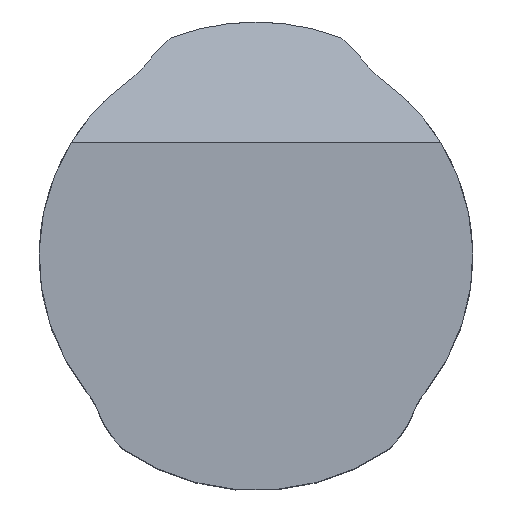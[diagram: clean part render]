
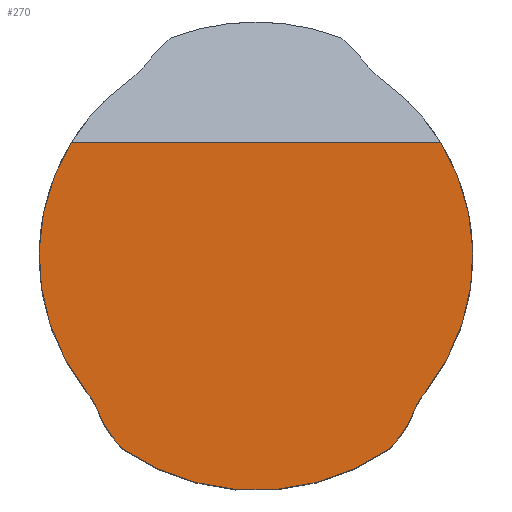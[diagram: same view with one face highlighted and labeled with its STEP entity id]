
A CAD part, top view. The second image highlights one B-rep face of the part: STEP entity #270.
In plain terms, the highlighted planar face has unit normal (0, 0, 1).
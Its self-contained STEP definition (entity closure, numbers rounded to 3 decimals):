
#100=EDGE_CURVE('Unnamed[1]',#293,#294,#295,.T.);
#119=EDGE_CURVE('Unnamed[1]',#325,#326,#327,.T.);
#149=EDGE_CURVE('Unnamed[1]',#326,#370,#371,.T.);
#156=EDGE_CURVE('Unnamed[1]',#380,#293,#381,.T.);
#170=EDGE_CURVE('Unnamed[1]',#400,#401,#402,.T.);
#228=EDGE_CURVE('Unnamed[1]',#325,#401,#480,.T.);
#230=EDGE_CURVE('Unnamed[1]',#370,#380,#482,.T.);
#251=EDGE_CURVE('Unnamed[1]',#294,#400,#506,.T.);
#270=ADVANCED_FACE('Unnamed[1]',(#528),#529,.T.);
#293=VERTEX_POINT('',#544);
#294=VERTEX_POINT('',#545);
#295=CIRCLE('',#546,12.5);
#325=VERTEX_POINT('',#585);
#326=VERTEX_POINT('',#586);
#327=CIRCLE('',#587,6.0);
#370=VERTEX_POINT('',#641);
#371=CIRCLE('',#642,5.0);
#380=VERTEX_POINT('',#655);
#381=LINE('',#656,#657);
#400=VERTEX_POINT('',#683);
#401=VERTEX_POINT('',#684);
#402=CIRCLE('',#685,6.0);
#480=CIRCLE('',#796,13.5);
#482=CIRCLE('',#799,12.5);
#506=CIRCLE('',#834,5.0);
#528=FACE_OUTER_BOUND('',#867,.T.);
#529=PLANE('',#868);
#544=CARTESIAN_POINT('',(-10.643,6.555,17.));
#545=CARTESIAN_POINT('',(-9.801,-7.758,17.));
#546=AXIS2_PLACEMENT_3D('',#879,#880,#881);
#585=CARTESIAN_POINT('',(7.677,-11.105,17.));
#586=CARTESIAN_POINT('',(9.076,-9.014,17.));
#587=AXIS2_PLACEMENT_3D('',#925,#926,#927);
#641=CARTESIAN_POINT('',(9.801,-7.758,17.));
#642=AXIS2_PLACEMENT_3D('',#985,#986,#987);
#655=CARTESIAN_POINT('',(10.643,6.555,17.));
#656=CARTESIAN_POINT('',(0.,6.555,17.));
#657=VECTOR('',#995,1.0);
#683=CARTESIAN_POINT('',(-9.076,-9.014,17.));
#684=CARTESIAN_POINT('',(-7.677,-11.105,17.));
#685=AXIS2_PLACEMENT_3D('',#1017,#1018,#1019);
#796=AXIS2_PLACEMENT_3D('',#1111,#1112,#1113);
#799=AXIS2_PLACEMENT_3D('',#1114,#1115,#1116);
#834=AXIS2_PLACEMENT_3D('',#1148,#1149,#1150);
#867=EDGE_LOOP('',(#1177,#1178,#1179,#1180,#1181,#1182,#1183,#1184));
#868=AXIS2_PLACEMENT_3D('',#1185,#1186,#1187);
#879=CARTESIAN_POINT('',(0.,0.,17.));
#880=DIRECTION('',(0.,0.,1.0));
#881=DIRECTION('',(1.0,0.,0.));
#925=CARTESIAN_POINT('',(3.5,-6.797,17.));
#926=DIRECTION('',(0.,0.,1.0));
#927=DIRECTION('',(1.0,0.,0.));
#985=CARTESIAN_POINT('',(13.722,-10.861,17.));
#986=DIRECTION('',(0.,0.,-1.0));
#987=DIRECTION('',(1.0,0.,0.));
#995=DIRECTION('',(-1.0,0.,0.));
#1017=CARTESIAN_POINT('',(-3.5,-6.797,17.));
#1018=DIRECTION('',(0.,0.,1.0));
#1019=DIRECTION('',(1.0,0.,0.));
#1111=CARTESIAN_POINT('',(0.,0.,17.));
#1112=DIRECTION('',(0.,0.,-1.0));
#1113=DIRECTION('',(0.,1.0,0.));
#1114=CARTESIAN_POINT('',(0.,0.,17.));
#1115=DIRECTION('',(0.,0.,1.0));
#1116=DIRECTION('',(1.0,0.,0.));
#1148=CARTESIAN_POINT('',(-13.722,-10.861,17.));
#1149=DIRECTION('',(0.,0.,-1.0));
#1150=DIRECTION('',(1.0,0.,0.));
#1177=ORIENTED_EDGE('',*,*,#100,.T.);
#1178=ORIENTED_EDGE('',*,*,#251,.T.);
#1179=ORIENTED_EDGE('',*,*,#170,.T.);
#1180=ORIENTED_EDGE('',*,*,#228,.F.);
#1181=ORIENTED_EDGE('',*,*,#119,.T.);
#1182=ORIENTED_EDGE('',*,*,#149,.T.);
#1183=ORIENTED_EDGE('',*,*,#230,.T.);
#1184=ORIENTED_EDGE('',*,*,#156,.T.);
#1185=CARTESIAN_POINT('',(0.,6.75,17.));
#1186=DIRECTION('',(0.,0.,1.0));
#1187=DIRECTION('',(0.,-1.0,0.));
